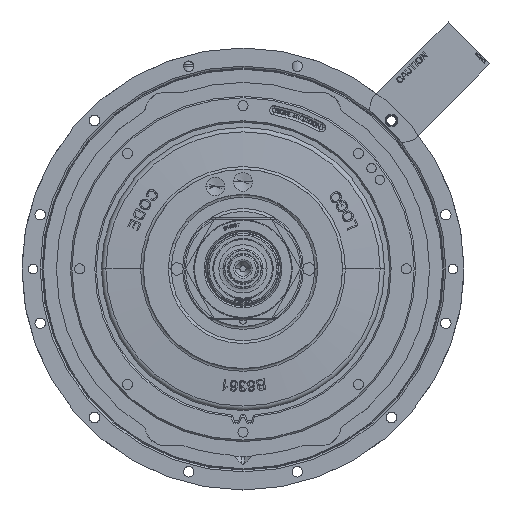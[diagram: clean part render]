
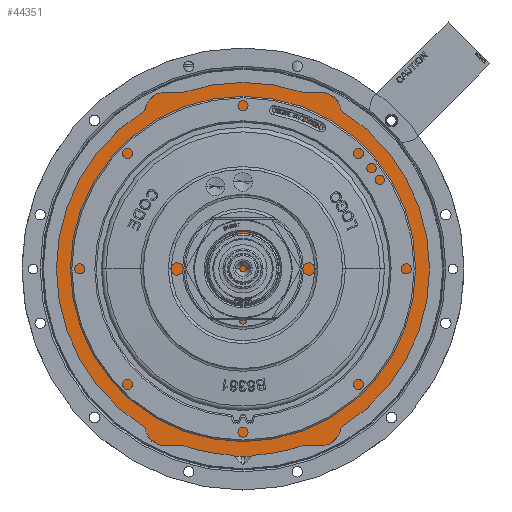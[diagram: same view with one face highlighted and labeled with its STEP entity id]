
A CAD part, top view. The second image highlights one B-rep face of the part: STEP entity #44351.
In plain terms, the highlighted planar face has unit normal (0, 0, 1).
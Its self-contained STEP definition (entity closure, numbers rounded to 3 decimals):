
#9929 = CARTESIAN_POINT ( 'NONE',  ( 0., -0.004, -37.282 ) ) ;
#12163 = CIRCLE ( 'NONE', #17606, 201.93 ) ;
#12732 = ORIENTED_EDGE ( 'NONE', *, *, #69517, .T. ) ;
#12912 = DIRECTION ( 'NONE',  ( 0., 0., 1. ) ) ;
#15387 = DIRECTION ( 'NONE',  ( 1., 0., 0. ) ) ;
#17606 = AXIS2_PLACEMENT_3D ( 'NONE', #9929, #47885, #15387 ) ;
#20957 = CIRCLE ( 'NONE', #69027, 201.93 ) ;
#22217 = CARTESIAN_POINT ( 'NONE',  ( 201.93, -0.004, -37.282 ) ) ;
#22595 = EDGE_LOOP ( 'NONE', ( #12732, #67568 ) ) ;
#27411 = DIRECTION ( 'NONE',  ( 0., 0., 1. ) ) ;
#32165 = VERTEX_POINT ( 'NONE', #22217 ) ;
#34306 = VERTEX_POINT ( 'NONE', #37758 ) ;
#37758 = CARTESIAN_POINT ( 'NONE',  ( -201.93, -0.004, -37.282 ) ) ;
#38137 = PLANE ( 'NONE',  #63522 ) ;
#44351 = ADVANCED_FACE ( 'NONE', ( #52581 ), #38137, .T. ) ;
#45434 = CARTESIAN_POINT ( 'NONE',  ( 0., -0.004, -37.282 ) ) ;
#47885 = DIRECTION ( 'NONE',  ( 0., 0., 1. ) ) ;
#50854 = DIRECTION ( 'NONE',  ( 1., 0., 0. ) ) ;
#52581 = FACE_OUTER_BOUND ( 'NONE', #22595, .T. ) ;
#54671 = EDGE_CURVE ( 'NONE', #34306, #32165, #12163, .T. ) ;
#59903 = CARTESIAN_POINT ( 'NONE',  ( 0., -0.004, -37.282 ) ) ;
#63522 = AXIS2_PLACEMENT_3D ( 'NONE', #59903, #27411, #65388 ) ;
#65388 = DIRECTION ( 'NONE',  ( 1., 0., 0. ) ) ;
#67568 = ORIENTED_EDGE ( 'NONE', *, *, #54671, .T. ) ;
#69027 = AXIS2_PLACEMENT_3D ( 'NONE', #45434, #12912, #50854 ) ;
#69517 = EDGE_CURVE ( 'NONE', #32165, #34306, #20957, .T. ) ;
